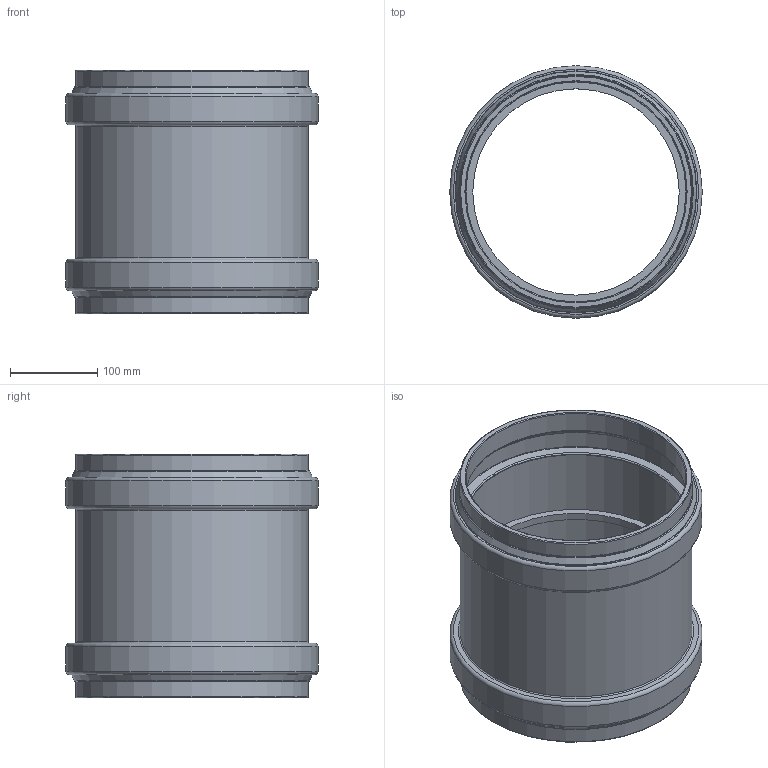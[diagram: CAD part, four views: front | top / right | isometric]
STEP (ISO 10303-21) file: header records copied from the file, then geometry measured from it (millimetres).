
FILE_DESCRIPTION(/* description */ (''),/* implementation_level */ '2;1');
FILE_NAME(/* name */ '777700 KG2000MM Doppelmuffe DN_OD 250.stp',/* time_stamp */ '2017-01-30T14:33:32+01:00',/* author */ ('user1'),/* organization */ (''),/* preprocessor_version */ 'ST-DEVELOPER v16.1',/* originating_system */ 'Autodesk Inventor 2016',/* authorisation */ '');
FILE_SCHEMA (('AUTOMOTIVE_DESIGN { 1 0 10303 214 3 1 1 }'));
Length unit declared in the file: millimetre
Products named in the file (1): 777700 KG2000MM Doppelmuffe DN_OD 250
Bounding box: 288.6 x 288.6 x 278.5 mm (x, y, z)
Volume: 1877110.2 mm3; surface area: 537435 mm2
Topology: 1 solids, 1 shells, 62 faces, 114 edges, 62 vertices
Faces by surface type: torus 28, cylinder 14, cone 10, plane 10
Full cylindrical faces by diameter (mm): 236 x1, 251.7 x2, 252.1 x4, 265.7 x1, 266.1 x2, 274.6 x2, 288.6 x2
Entity records: 1272 total; most frequent: DIRECTION 250, CARTESIAN_POINT 187, AXIS2_PLACEMENT_3D 125, EDGE_LOOP 124, ORIENTED_EDGE 124, FACE_BOUND 62, FACE_OUTER_BOUND 62, CIRCLE 62
